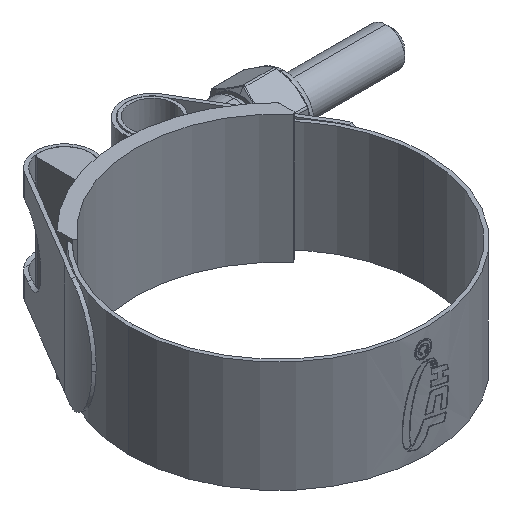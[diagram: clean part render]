
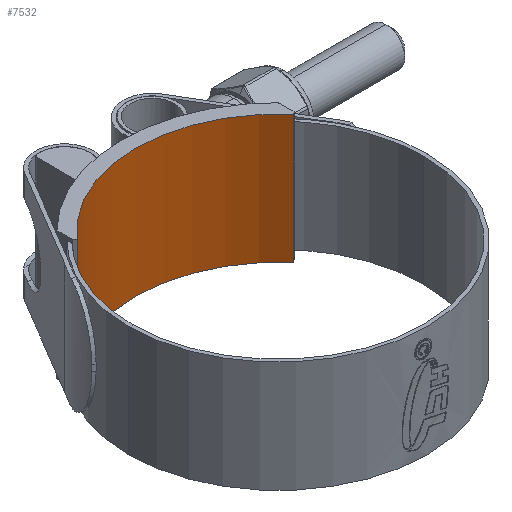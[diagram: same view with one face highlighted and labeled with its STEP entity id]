
A CAD part, isometric view. The second image highlights one B-rep face of the part: STEP entity #7532.
In plain terms, the highlighted cylindrical face has radius 24.39 mm (diameter 48.78 mm), a partial arc.
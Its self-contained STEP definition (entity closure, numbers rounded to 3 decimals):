
#165 = CARTESIAN_POINT ( 'NONE',  ( 18.536, 15.852, 10.39 ) ) ;
#170 = CYLINDRICAL_SURFACE ( 'NONE', #8121, 24.39 ) ;
#237 = CARTESIAN_POINT ( 'NONE',  ( 0., 0., 10.39 ) ) ;
#308 = VECTOR ( 'NONE', #3842, 1000. ) ;
#421 = DIRECTION ( 'NONE',  ( 0., 0., 1. ) ) ;
#720 = DIRECTION ( 'NONE',  ( 1., 0., 0. ) ) ;
#1178 = DIRECTION ( 'NONE',  ( 1., 0., 0. ) ) ;
#1631 = VERTEX_POINT ( 'NONE', #5647 ) ;
#2170 = ORIENTED_EDGE ( 'NONE', *, *, #4870, .F. ) ;
#3670 = DIRECTION ( 'NONE',  ( 1., 0., 0. ) ) ;
#3714 = CARTESIAN_POINT ( 'NONE',  ( 18.536, 15.852, 11. ) ) ;
#3842 = DIRECTION ( 'NONE',  ( 0., 0., 1. ) ) ;
#4166 = ORIENTED_EDGE ( 'NONE', *, *, #11039, .F. ) ;
#4375 = CARTESIAN_POINT ( 'NONE',  ( 0., 0., 11. ) ) ;
#4774 = FACE_OUTER_BOUND ( 'NONE', #14353, .T. ) ;
#4805 = CARTESIAN_POINT ( 'NONE',  ( -18.536, 15.852, 10.39 ) ) ;
#4870 = EDGE_CURVE ( 'NONE', #14431, #1631, #10947, .T. ) ;
#5647 = CARTESIAN_POINT ( 'NONE',  ( -18.536, 15.852, -11. ) ) ;
#5894 = DIRECTION ( 'NONE',  ( 0., 0., 1. ) ) ;
#6020 = VERTEX_POINT ( 'NONE', #3714 ) ;
#6145 = CARTESIAN_POINT ( 'NONE',  ( 0., 0., -11. ) ) ;
#6864 = EDGE_CURVE ( 'NONE', #11192, #6020, #9541, .T. ) ;
#7532 = ADVANCED_FACE ( 'NONE', ( #4774 ), #170, .F. ) ;
#7837 = CARTESIAN_POINT ( 'NONE',  ( -18.536, 15.852, 11. ) ) ;
#8111 = AXIS2_PLACEMENT_3D ( 'NONE', #4375, #8896, #1178 ) ;
#8121 = AXIS2_PLACEMENT_3D ( 'NONE', #237, #10773, #3670 ) ;
#8211 = LINE ( 'NONE', #4805, #308 ) ;
#8790 = AXIS2_PLACEMENT_3D ( 'NONE', #6145, #421, #720 ) ;
#8896 = DIRECTION ( 'NONE',  ( 0., 0., -1. ) ) ;
#9511 = EDGE_CURVE ( 'NONE', #14431, #6020, #10359, .T. ) ;
#9541 = CIRCLE ( 'NONE', #8111, 24.39 ) ;
#10359 = LINE ( 'NONE', #165, #11244 ) ;
#10773 = DIRECTION ( 'NONE',  ( 0., 0., 1. ) ) ;
#10947 = CIRCLE ( 'NONE', #8790, 24.39 ) ;
#11039 = EDGE_CURVE ( 'NONE', #1631, #11192, #8211, .T. ) ;
#11192 = VERTEX_POINT ( 'NONE', #7837 ) ;
#11244 = VECTOR ( 'NONE', #5894, 1000. ) ;
#11277 = ORIENTED_EDGE ( 'NONE', *, *, #6864, .F. ) ;
#12324 = CARTESIAN_POINT ( 'NONE',  ( 18.536, 15.852, -11. ) ) ;
#13623 = ORIENTED_EDGE ( 'NONE', *, *, #9511, .T. ) ;
#14353 = EDGE_LOOP ( 'NONE', ( #11277, #4166, #2170, #13623 ) ) ;
#14431 = VERTEX_POINT ( 'NONE', #12324 ) ;
